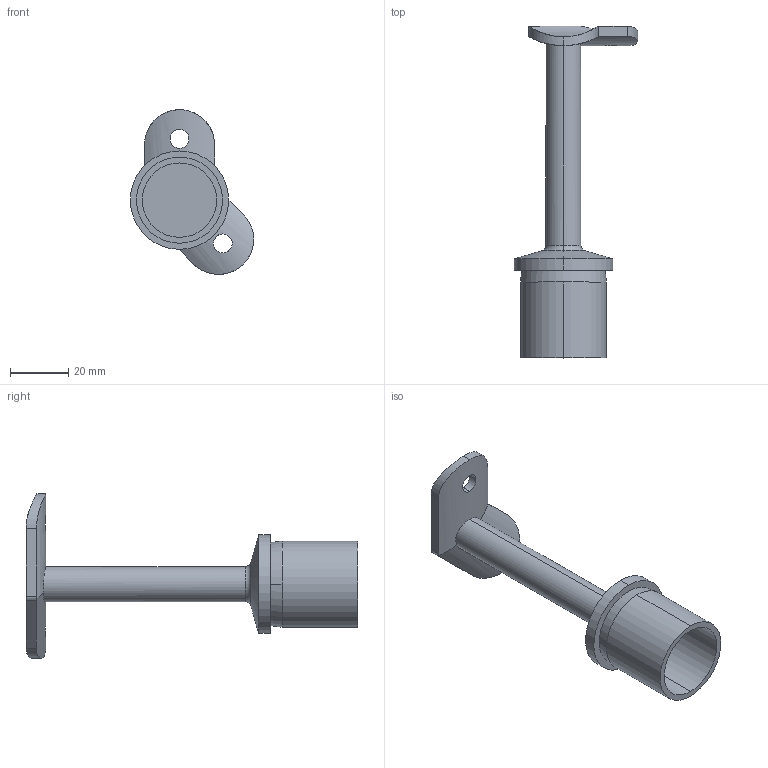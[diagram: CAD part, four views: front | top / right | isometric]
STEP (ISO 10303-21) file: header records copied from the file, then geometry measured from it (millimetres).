
FILE_DESCRIPTION (( 'STEP AP203' ), '1' );
FILE_NAME ('60460-V4A.STEP', '2016-02-17T14:24:24', ( '' ), ( '' ), 'SwSTEP 2.0', 'SolidWorks 2015', '' );
FILE_SCHEMA (( 'CONFIG_CONTROL_DESIGN' ));
Length unit declared in the file: millimetre
Products named in the file (1): 60460-V4A
Bounding box: 42.28 x 113.72 x 56.41 mm (x, y, z)
Volume: 22066.7 mm3; surface area: 13271.3 mm2
Topology: 1 solids, 1 shells, 256 faces, 667 edges, 442 vertices
Faces by surface type: plane 120, bspline 99, cylinder 31, cone 4, torus 2
Entity records: 13438 total; most frequent: CARTESIAN_POINT 7776, ORIENTED_EDGE 1334, DIRECTION 810, EDGE_CURVE 667, VERTEX_POINT 442, VECTOR 364, LINE 364, EDGE_LOOP 289
